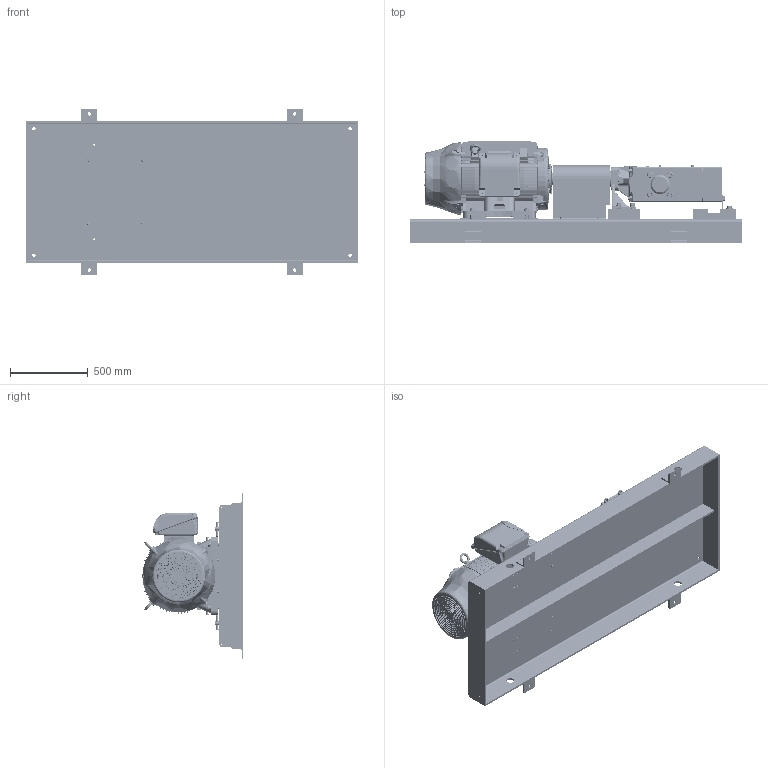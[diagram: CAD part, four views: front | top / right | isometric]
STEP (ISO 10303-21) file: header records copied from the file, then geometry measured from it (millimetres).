
FILE_DESCRIPTION (( 'STEP AP214' ), '1' );
FILE_NAME ('GPV-1460-015-U.STEP', '2016-09-16T19:04:11', ( '' ), ( '' ), 'SwSTEP 2.0', 'SolidWorks 2015', '' );
FILE_SCHEMA (( 'AUTOMOTIVE_DESIGN' ));
Length unit declared in the file: inch
Products named in the file (1): GPV-1460-015-U
Bounding box: 2133.6 x 655.75 x 1066.8 mm (x, y, z)
Volume: 210376904.1 mm3; surface area: 14095390.5 mm2
Topology: 126 solids, 149 shells, 6643 faces, 16689 edges, 10765 vertices
Faces by surface type: plane 3533, cone 1129, bspline 977, cylinder 959, sphere 26, torus 19
Full cylindrical faces by diameter (mm): 3.175 x2, 6.35 x12, 6.528 x4, 7.937 x2, 7.938 x2, 8.5 x4, 8.731 x4, 10 x4, 10.716 x12, 11.112 x38, 11.113 x10, 11.139 x4, 11.146 x14, 12.7 x32, 13.492 x20, 13.894 x4, 14.287 x1, 14.288 x5, 14.8 x4, 15.6 x4, 15.875 x10, 16.5 x1, 17.45 x8, 17.462 x2, 17.463 x2, 17.526 x6, 18.1 x4, 19.05 x11, 20.57 x8, 20.65 x12
Entity records: 442732 total; most frequent: CARTESIAN_POINT 208742, ORIENTED_EDGE 31710, DIRECTION 25762, EDGE_CURVE 15855, VERTEX_POINT 10587, AXIS2_PLACEMENT_3D 8702, VECTOR 8358, LINE 8358
